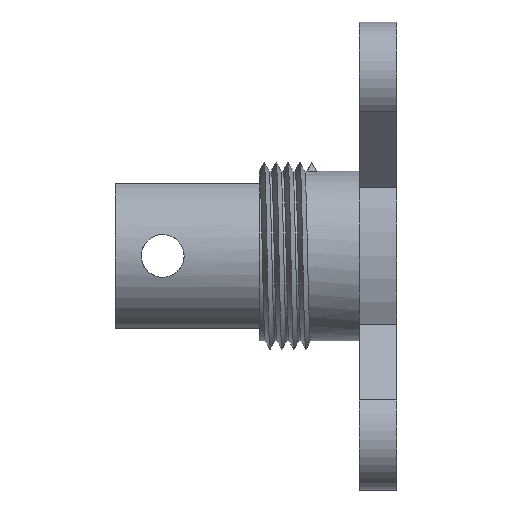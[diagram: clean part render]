
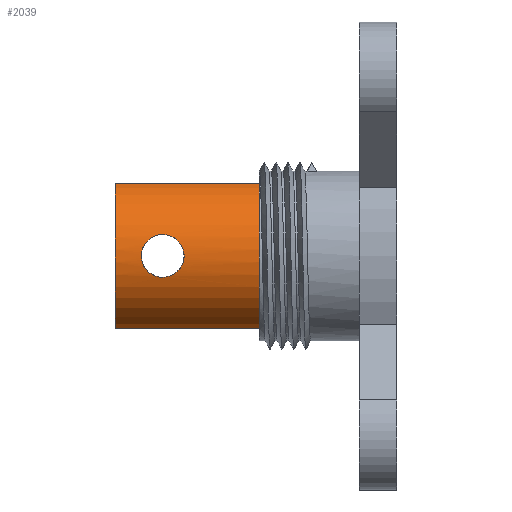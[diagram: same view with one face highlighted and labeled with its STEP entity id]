
A CAD part, left-side view. The second image highlights one B-rep face of the part: STEP entity #2039.
In plain terms, the highlighted cylindrical face has radius 4.85 mm (diameter 9.7 mm), a partial arc.
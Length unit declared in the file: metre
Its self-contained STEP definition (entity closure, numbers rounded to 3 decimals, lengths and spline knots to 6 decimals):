
#43 = CARTESIAN_POINT ( 'NONE',  ( -0.004838, 0.012278, -0.00035 ) ) ;
#67 = CARTESIAN_POINT ( 'NONE',  ( -0.004661, 0.013763, -0.001341 ) ) ;
#103 = CYLINDRICAL_SURFACE ( 'NONE', #1579, 0.00485 ) ;
#182 = CIRCLE ( 'NONE', #1144, 0.00485 ) ;
#248 = CARTESIAN_POINT ( 'NONE',  ( -0.004678, 0.013147, -0.00128 ) ) ;
#319 = CARTESIAN_POINT ( 'NONE',  ( -0.004669, 0.01394, 0.001314 ) ) ;
#338 = CARTESIAN_POINT ( 'NONE',  ( -0.004707, 0.014263, 0.001171 ) ) ;
#361 = EDGE_CURVE ( 'NONE', #3068, #1029, #1817, .T. ) ;
#436 = CARTESIAN_POINT ( 'NONE',  ( -0.00155, 0.007485, 0.004596 ) ) ;
#490 = CARTESIAN_POINT ( 'NONE',  ( -0.004671, 0.013233, -0.001306 ) ) ;
#531 = CARTESIAN_POINT ( 'NONE',  ( -0.004658, 0.013585, -0.00135 ) ) ;
#544 = CARTESIAN_POINT ( 'NONE',  ( -0.004658, 0.013585, 0.00135 ) ) ;
#572 = CARTESIAN_POINT ( 'NONE',  ( -0.004658, 0.013762, 0.00135 ) ) ;
#573 = DIRECTION ( 'NONE',  ( 0., 1., 0. ) ) ;
#581 = DIRECTION ( 'NONE',  ( 0., -1., 0. ) ) ;
#584 = EDGE_CURVE ( 'NONE', #1439, #2657, #2352, .T. ) ;
#629 = CARTESIAN_POINT ( 'NONE',  ( 0., 0.016585, 0. ) ) ;
#672 = DIRECTION ( 'NONE',  ( 0., -1., 0. ) ) ;
#720 = CARTESIAN_POINT ( 'NONE',  ( -0.004848, 0.012244, -0.000177 ) ) ;
#768 = CARTESIAN_POINT ( 'NONE',  ( -0.004707, 0.012907, 0.001171 ) ) ;
#778 = VECTOR ( 'NONE', #581, 1. ) ;
#785 = CARTESIAN_POINT ( 'NONE',  ( -0.00484, 0.014899, -0.000356 ) ) ;
#800 = CARTESIAN_POINT ( 'NONE',  ( -0.004838, 0.014891, 0.000351 ) ) ;
#812 = CARTESIAN_POINT ( 'NONE',  ( -0.00478, 0.014664, -0.00083 ) ) ;
#825 = CARTESIAN_POINT ( 'NONE',  ( -0.00155, 0.016585, -0.004596 ) ) ;
#838 = EDGE_CURVE ( 'NONE', #2175, #3068, #1552, .T. ) ;
#880 = DIRECTION ( 'NONE',  ( 0., 0., 1. ) ) ;
#902 = CARTESIAN_POINT ( 'NONE',  ( -0.004669, 0.01323, 0.001314 ) ) ;
#924 = ORIENTED_EDGE ( 'NONE', *, *, #361, .F. ) ;
#968 = EDGE_CURVE ( 'NONE', #2890, #1029, #182, .T. ) ;
#1010 = CARTESIAN_POINT ( 'NONE',  ( -0.004671, 0.013936, -0.001307 ) ) ;
#1029 = VERTEX_POINT ( 'NONE', #436 ) ;
#1066 = CARTESIAN_POINT ( 'NONE',  ( -0.00473, 0.014416, -0.001078 ) ) ;
#1120 = CARTESIAN_POINT ( 'NONE',  ( -0.004658, 0.013585, -0.00135 ) ) ;
#1144 = AXIS2_PLACEMENT_3D ( 'NONE', #3048, #573, #880 ) ;
#1152 = B_SPLINE_CURVE_WITH_KNOTS ( 'NONE', 3,
 ( #1615, #3084, #902, #1236, #768, #1474, #1262, #2166, #2926, #2440, #1754, #2210, #720, #43, #2939, #1940, #1741, #2704, #2428, #248, #490, #2197, #2910, #531 ),
 .UNSPECIFIED., .F., .F.,
 ( 4, 2, 2, 2, 2, 2, 2, 2, 2, 2, 2, 4 ),
 ( 0.004242, 0.004772, 0.005037, 0.005302, 0.005832, 0.006362, 0.006627, 0.006892, 0.007422, 0.007952, 0.008217, 0.008482 ),
 .UNSPECIFIED. ) ;
#1236 = CARTESIAN_POINT ( 'NONE',  ( -0.004696, 0.012986, 0.001213 ) ) ;
#1262 = CARTESIAN_POINT ( 'NONE',  ( -0.004743, 0.012693, 0.001017 ) ) ;
#1263 = CARTESIAN_POINT ( 'NONE',  ( -0.004696, 0.014184, 0.001213 ) ) ;
#1437 = CARTESIAN_POINT ( 'NONE',  ( 0., 0.016585, 0. ) ) ;
#1439 = VERTEX_POINT ( 'NONE', #1120 ) ;
#1474 = CARTESIAN_POINT ( 'NONE',  ( -0.00473, 0.012761, 0.001073 ) ) ;
#1487 = CARTESIAN_POINT ( 'NONE',  ( -0.004658, 0.013585, -0.00135 ) ) ;
#1496 = CARTESIAN_POINT ( 'NONE',  ( -0.00155, 0.016585, 0.004596 ) ) ;
#1513 = CARTESIAN_POINT ( 'NONE',  ( -0.004831, 0.014866, 0.000436 ) ) ;
#1519 = EDGE_CURVE ( 'NONE', #2657, #1439, #1152, .T. ) ;
#1552 = CIRCLE ( 'NONE', #1961, 0.00485 ) ;
#1571 = EDGE_LOOP ( 'NONE', ( #2115, #924, #2228, #2836 ) ) ;
#1579 = AXIS2_PLACEMENT_3D ( 'NONE', #629, #2946, #2816 ) ;
#1589 = CARTESIAN_POINT ( 'NONE',  ( -0.00155, 0.007485, -0.004596 ) ) ;
#1615 = CARTESIAN_POINT ( 'NONE',  ( -0.004658, 0.013585, 0.00135 ) ) ;
#1741 = CARTESIAN_POINT ( 'NONE',  ( -0.00478, 0.012506, -0.00083 ) ) ;
#1754 = CARTESIAN_POINT ( 'NONE',  ( -0.00485, 0.012235, 0.000178 ) ) ;
#1779 = CARTESIAN_POINT ( 'NONE',  ( -0.00485, 0.014935, -0.000178 ) ) ;
#1817 = LINE ( 'NONE', #1835, #2316 ) ;
#1835 = CARTESIAN_POINT ( 'NONE',  ( -0.00155, 0.016585, 0.004596 ) ) ;
#1853 = FACE_BOUND ( 'NONE', #2507, .T. ) ;
#1940 = CARTESIAN_POINT ( 'NONE',  ( -0.004805, 0.012406, -0.000681 ) ) ;
#1961 = AXIS2_PLACEMENT_3D ( 'NONE', #1437, #3094, #2643 ) ;
#1997 = CARTESIAN_POINT ( 'NONE',  ( -0.004705, 0.014267, -0.001179 ) ) ;
#2013 = CARTESIAN_POINT ( 'NONE',  ( -0.004678, 0.014022, -0.00128 ) ) ;
#2027 = CARTESIAN_POINT ( 'NONE',  ( -0.004743, 0.014477, 0.001017 ) ) ;
#2039 = ADVANCED_FACE ( 'NONE', ( #1853, #2535 ), #103, .T. ) ;
#2072 = LINE ( 'NONE', #825, #778 ) ;
#2115 = ORIENTED_EDGE ( 'NONE', *, *, #968, .T. ) ;
#2166 = CARTESIAN_POINT ( 'NONE',  ( -0.00478, 0.012506, 0.00083 ) ) ;
#2175 = VERTEX_POINT ( 'NONE', #2764 ) ;
#2197 = CARTESIAN_POINT ( 'NONE',  ( -0.004661, 0.013407, -0.001341 ) ) ;
#2210 = CARTESIAN_POINT ( 'NONE',  ( -0.00485, 0.012235, -0.000089 ) ) ;
#2228 = ORIENTED_EDGE ( 'NONE', *, *, #838, .F. ) ;
#2316 = VECTOR ( 'NONE', #672, 1. ) ;
#2352 = B_SPLINE_CURVE_WITH_KNOTS ( 'NONE', 3,
 ( #1487, #2705, #67, #1010, #2013, #1997, #1066, #812, #2951, #785, #1779, #2940, #2493, #800, #1513, #2982, #2744, #2027, #2997, #338, #1263, #319, #572, #544 ),
 .UNSPECIFIED., .F., .F.,
 ( 4, 2, 2, 2, 2, 2, 2, 2, 2, 2, 2, 4 ),
 ( 0., 0.000265, 0.00053, 0.00106, 0.001591, 0.002121, 0.002386, 0.002651, 0.003181, 0.003446, 0.003711, 0.004242 ),
 .UNSPECIFIED. ) ;
#2428 = CARTESIAN_POINT ( 'NONE',  ( -0.004705, 0.012903, -0.001178 ) ) ;
#2440 = CARTESIAN_POINT ( 'NONE',  ( -0.00484, 0.01227, 0.000354 ) ) ;
#2493 = CARTESIAN_POINT ( 'NONE',  ( -0.004848, 0.014926, 0.000178 ) ) ;
#2507 = EDGE_LOOP ( 'NONE', ( #2847, #2786 ) ) ;
#2535 = FACE_OUTER_BOUND ( 'NONE', #1571, .T. ) ;
#2643 = DIRECTION ( 'NONE',  ( 0., 0., 1. ) ) ;
#2657 = VERTEX_POINT ( 'NONE', #2728 ) ;
#2704 = CARTESIAN_POINT ( 'NONE',  ( -0.00473, 0.012754, -0.001078 ) ) ;
#2705 = CARTESIAN_POINT ( 'NONE',  ( -0.004658, 0.013675, -0.00135 ) ) ;
#2728 = CARTESIAN_POINT ( 'NONE',  ( -0.004658, 0.013585, 0.00135 ) ) ;
#2744 = CARTESIAN_POINT ( 'NONE',  ( -0.00478, 0.014664, 0.00083 ) ) ;
#2764 = CARTESIAN_POINT ( 'NONE',  ( -0.00155, 0.016585, -0.004596 ) ) ;
#2778 = EDGE_CURVE ( 'NONE', #2175, #2890, #2072, .T. ) ;
#2786 = ORIENTED_EDGE ( 'NONE', *, *, #1519, .T. ) ;
#2816 = DIRECTION ( 'NONE',  ( 0., 0., -1. ) ) ;
#2836 = ORIENTED_EDGE ( 'NONE', *, *, #2778, .T. ) ;
#2847 = ORIENTED_EDGE ( 'NONE', *, *, #584, .T. ) ;
#2890 = VERTEX_POINT ( 'NONE', #1589 ) ;
#2910 = CARTESIAN_POINT ( 'NONE',  ( -0.004658, 0.013495, -0.00135 ) ) ;
#2926 = CARTESIAN_POINT ( 'NONE',  ( -0.004805, 0.012407, 0.000683 ) ) ;
#2939 = CARTESIAN_POINT ( 'NONE',  ( -0.004831, 0.012304, -0.000437 ) ) ;
#2940 = CARTESIAN_POINT ( 'NONE',  ( -0.00485, 0.014935, 0.000088 ) ) ;
#2946 = DIRECTION ( 'NONE',  ( 0., -1., 0. ) ) ;
#2951 = CARTESIAN_POINT ( 'NONE',  ( -0.004805, 0.014764, -0.000681 ) ) ;
#2982 = CARTESIAN_POINT ( 'NONE',  ( -0.004805, 0.014764, 0.000682 ) ) ;
#2997 = CARTESIAN_POINT ( 'NONE',  ( -0.00473, 0.014409, 0.001073 ) ) ;
#3048 = CARTESIAN_POINT ( 'NONE',  ( 0., 0.007485, 0. ) ) ;
#3068 = VERTEX_POINT ( 'NONE', #1496 ) ;
#3084 = CARTESIAN_POINT ( 'NONE',  ( -0.004658, 0.013408, 0.00135 ) ) ;
#3094 = DIRECTION ( 'NONE',  ( 0., 1., 0. ) ) ;
